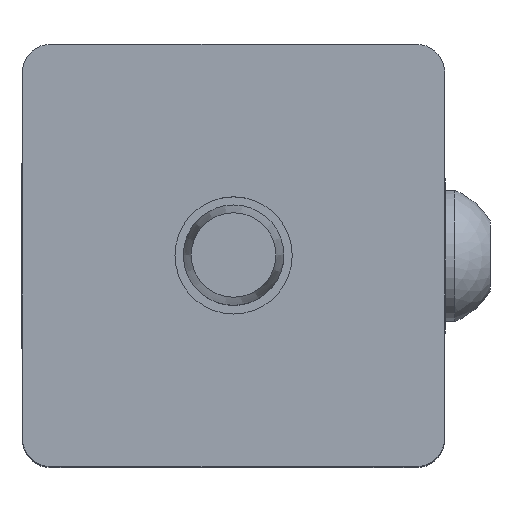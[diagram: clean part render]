
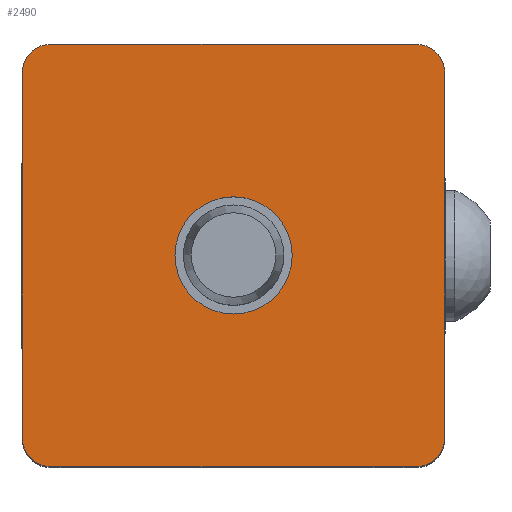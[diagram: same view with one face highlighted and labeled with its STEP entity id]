
A CAD part, top view. The second image highlights one B-rep face of the part: STEP entity #2490.
In plain terms, the highlighted planar face has unit normal (0, 0, 1).
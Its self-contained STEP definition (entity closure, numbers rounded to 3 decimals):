
#63=FACE_BOUND('',#491,.T.);
#160=PLANE('',#2760);
#306=FACE_OUTER_BOUND('',#490,.T.);
#490=EDGE_LOOP('',(#2264,#2265,#2266,#2267,#2268,#2269,#2270,#2271));
#491=EDGE_LOOP('',(#2272));
#719=LINE('',#4212,#951);
#723=LINE('',#4219,#955);
#726=LINE('',#4223,#958);
#727=LINE('',#4227,#959);
#951=VECTOR('',#3458,39.);
#955=VECTOR('',#3466,39.);
#958=VECTOR('',#3471,39.);
#959=VECTOR('',#3478,39.);
#975=CIRCLE('',#2540,3.);
#978=CIRCLE('',#2545,3.);
#986=CIRCLE('',#2557,3.);
#988=CIRCLE('',#2560,3.);
#1058=CIRCLE('',#2737,6.25);
#1082=VERTEX_POINT('',#3559);
#1083=VERTEX_POINT('',#3561);
#1085=VERTEX_POINT('',#3569);
#1086=VERTEX_POINT('',#3571);
#1097=VERTEX_POINT('',#3615);
#1098=VERTEX_POINT('',#3616);
#1101=VERTEX_POINT('',#3624);
#1102=VERTEX_POINT('',#3625);
#1257=VERTEX_POINT('',#4139);
#1304=EDGE_CURVE('',#1082,#1083,#975,.T.);
#1309=EDGE_CURVE('',#1085,#1086,#978,.T.);
#1324=EDGE_CURVE('',#1097,#1098,#986,.T.);
#1328=EDGE_CURVE('',#1101,#1102,#988,.T.);
#1567=EDGE_CURVE('',#1257,#1257,#1058,.T.);
#1603=EDGE_CURVE('',#1101,#1083,#719,.T.);
#1607=EDGE_CURVE('',#1085,#1098,#723,.T.);
#1610=EDGE_CURVE('',#1082,#1086,#726,.T.);
#1611=EDGE_CURVE('',#1097,#1102,#727,.T.);
#2264=ORIENTED_EDGE('',*,*,#1328,.F.);
#2265=ORIENTED_EDGE('',*,*,#1603,.T.);
#2266=ORIENTED_EDGE('',*,*,#1304,.F.);
#2267=ORIENTED_EDGE('',*,*,#1610,.T.);
#2268=ORIENTED_EDGE('',*,*,#1309,.F.);
#2269=ORIENTED_EDGE('',*,*,#1607,.T.);
#2270=ORIENTED_EDGE('',*,*,#1324,.F.);
#2271=ORIENTED_EDGE('',*,*,#1611,.T.);
#2272=ORIENTED_EDGE('',*,*,#1567,.T.);
#2490=ADVANCED_FACE('',(#306,#63),#160,.F.);
#2540=AXIS2_PLACEMENT_3D('',#3562,#2820,#2821);
#2545=AXIS2_PLACEMENT_3D('',#3572,#2832,#2833);
#2557=AXIS2_PLACEMENT_3D('',#3617,#2861,#2862);
#2560=AXIS2_PLACEMENT_3D('',#3626,#2869,#2870);
#2737=AXIS2_PLACEMENT_3D('',#4141,#3390,#3391);
#2760=AXIS2_PLACEMENT_3D('',#4228,#3479,#3480);
#2820=DIRECTION('center_axis',(0.,0.,-1.));
#2821=DIRECTION('ref_axis',(0.707,-0.707,0.));
#2832=DIRECTION('center_axis',(0.,0.,-1.));
#2833=DIRECTION('ref_axis',(0.707,0.707,0.));
#2861=DIRECTION('center_axis',(0.,0.,-1.));
#2862=DIRECTION('ref_axis',(-0.707,0.707,0.));
#2869=DIRECTION('center_axis',(0.,0.,-1.));
#2870=DIRECTION('ref_axis',(-0.707,-0.707,0.));
#3390=DIRECTION('center_axis',(0.,0.,-1.));
#3391=DIRECTION('ref_axis',(0.,-1.,0.));
#3458=DIRECTION('',(1.,0.,0.));
#3466=DIRECTION('',(-1.,0.,0.));
#3471=DIRECTION('',(0.,1.,0.));
#3478=DIRECTION('',(0.,-1.,0.));
#3479=DIRECTION('center_axis',(0.,0.,-1.));
#3480=DIRECTION('ref_axis',(-1.,0.,0.));
#3559=CARTESIAN_POINT('',(22.5,-19.5,73.));
#3561=CARTESIAN_POINT('',(19.5,-22.5,73.));
#3562=CARTESIAN_POINT('Origin',(19.5,-19.5,73.));
#3569=CARTESIAN_POINT('',(19.5,22.5,73.));
#3571=CARTESIAN_POINT('',(22.5,19.5,73.));
#3572=CARTESIAN_POINT('Origin',(19.5,19.5,73.));
#3615=CARTESIAN_POINT('',(-22.5,19.5,73.));
#3616=CARTESIAN_POINT('',(-19.5,22.5,73.));
#3617=CARTESIAN_POINT('Origin',(-19.5,19.5,73.));
#3624=CARTESIAN_POINT('',(-19.5,-22.5,73.));
#3625=CARTESIAN_POINT('',(-22.5,-19.5,73.));
#3626=CARTESIAN_POINT('Origin',(-19.5,-19.5,73.));
#4139=CARTESIAN_POINT('',(0.,6.25,73.));
#4141=CARTESIAN_POINT('Origin',(0.,0.,73.));
#4212=CARTESIAN_POINT('',(-19.5,-22.5,73.));
#4219=CARTESIAN_POINT('',(19.5,22.5,73.));
#4223=CARTESIAN_POINT('',(22.5,-19.5,73.));
#4227=CARTESIAN_POINT('',(-22.5,19.5,73.));
#4228=CARTESIAN_POINT('Origin',(20.,0.,73.));
